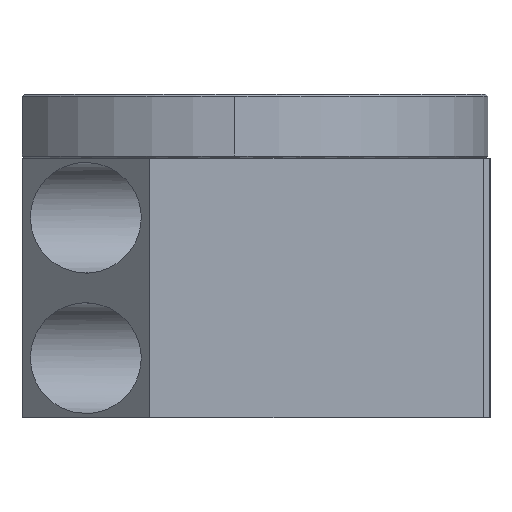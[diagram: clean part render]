
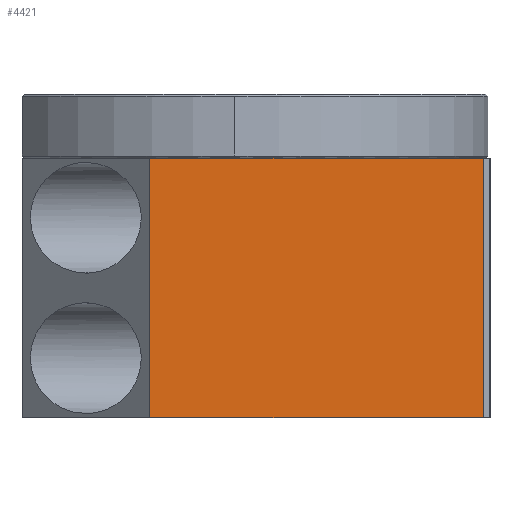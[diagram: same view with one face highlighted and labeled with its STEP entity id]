
A CAD part, left-side view. The second image highlights one B-rep face of the part: STEP entity #4421.
In plain terms, the highlighted planar face has unit normal (-1, 0, 0).
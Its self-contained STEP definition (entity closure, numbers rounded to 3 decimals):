
#133 = LINE ( 'NONE', #8481, #8226 ) ;
#591 = AXIS2_PLACEMENT_3D ( 'NONE', #4823, #3883, #2914 ) ;
#1086 = FACE_OUTER_BOUND ( 'NONE', #3596, .T. ) ;
#1700 = VERTEX_POINT ( 'NONE', #8422 ) ;
#2229 = EDGE_CURVE ( 'NONE', #5990, #8867, #9021, .T. ) ;
#2321 = LINE ( 'NONE', #8707, #3488 ) ;
#2914 = DIRECTION ( 'NONE',  ( 0., 0., -1. ) ) ;
#3054 = ORIENTED_EDGE ( 'NONE', *, *, #7002, .T. ) ;
#3448 = EDGE_CURVE ( 'NONE', #4416, #1700, #2321, .T. ) ;
#3488 = VECTOR ( 'NONE', #7751, 1000. ) ;
#3533 = VECTOR ( 'NONE', #4231, 1000. ) ;
#3596 = EDGE_LOOP ( 'NONE', ( #7531, #8655, #5791, #3054 ) ) ;
#3883 = DIRECTION ( 'NONE',  ( 1., 0., 0. ) ) ;
#3989 = VECTOR ( 'NONE', #7147, 1000. ) ;
#4231 = DIRECTION ( 'NONE',  ( 0., 0., -1. ) ) ;
#4416 = VERTEX_POINT ( 'NONE', #5749 ) ;
#4421 = ADVANCED_FACE ( 'NONE', ( #1086 ), #6694, .F. ) ;
#4823 = CARTESIAN_POINT ( 'NONE',  ( -80., 1.5, 61. ) ) ;
#5163 = CARTESIAN_POINT ( 'NONE',  ( -80., 80., 61. ) ) ;
#5749 = CARTESIAN_POINT ( 'NONE',  ( -80., 80., 0. ) ) ;
#5791 = ORIENTED_EDGE ( 'NONE', *, *, #2229, .F. ) ;
#5990 = VERTEX_POINT ( 'NONE', #8748 ) ;
#6083 = LINE ( 'NONE', #5163, #3533 ) ;
#6694 = PLANE ( 'NONE',  #591 ) ;
#7002 = EDGE_CURVE ( 'NONE', #5990, #4416, #6083, .T. ) ;
#7147 = DIRECTION ( 'NONE',  ( 0., -1., 0. ) ) ;
#7531 = ORIENTED_EDGE ( 'NONE', *, *, #3448, .T. ) ;
#7549 = DIRECTION ( 'NONE',  ( 0., 0., -1. ) ) ;
#7751 = DIRECTION ( 'NONE',  ( 0., -1., 0. ) ) ;
#8086 = CARTESIAN_POINT ( 'NONE',  ( -80., 1.5, 61. ) ) ;
#8226 = VECTOR ( 'NONE', #7549, 1000. ) ;
#8422 = CARTESIAN_POINT ( 'NONE',  ( -80., 1.5, 0. ) ) ;
#8475 = CARTESIAN_POINT ( 'NONE',  ( -80., 1.5, 61. ) ) ;
#8481 = CARTESIAN_POINT ( 'NONE',  ( -80., 1.5, 61. ) ) ;
#8647 = EDGE_CURVE ( 'NONE', #8867, #1700, #133, .T. ) ;
#8655 = ORIENTED_EDGE ( 'NONE', *, *, #8647, .F. ) ;
#8707 = CARTESIAN_POINT ( 'NONE',  ( -80., 1.5, 0. ) ) ;
#8748 = CARTESIAN_POINT ( 'NONE',  ( -80., 80., 61. ) ) ;
#8867 = VERTEX_POINT ( 'NONE', #8475 ) ;
#9021 = LINE ( 'NONE', #8086, #3989 ) ;
